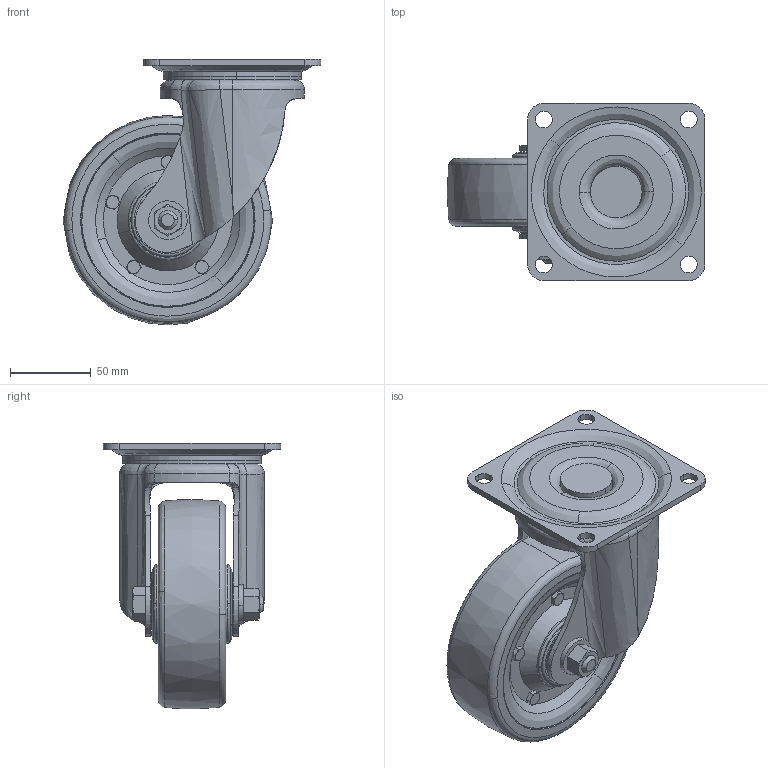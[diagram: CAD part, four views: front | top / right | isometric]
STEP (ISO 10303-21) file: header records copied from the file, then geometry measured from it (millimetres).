
FILE_DESCRIPTION((''),'2;1');
FILE_NAME('','2009-03-19T14:31:31',(''),(''),'','CADfix','');
FILE_SCHEMA(('AUTOMOTIVE_DESIGN { 1 0 10303 214 1 1 1 1 }'));
Length unit declared in the file: millimetre
Bounding box: 160 x 110 x 164.99 mm (x, y, z)
Volume: 690061.7 mm3; surface area: 130258.8 mm2
Topology: 5 solids, 5 shells, 397 faces, 1124 edges, 759 vertices
Faces by surface type: bspline 397
Entity records: 17155 total; most frequent: CARTESIAN_POINT 10932, ORIENTED_EDGE 2244, EDGE_CURVE 1122, VERTEX_POINT 759, EDGE_LOOP 439, FACE_OUTER_BOUND 397, ADVANCED_FACE 397, QUASI_UNIFORM_CURVE 328
